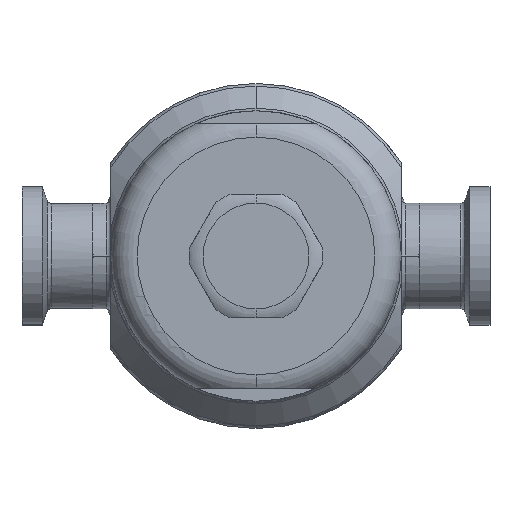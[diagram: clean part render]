
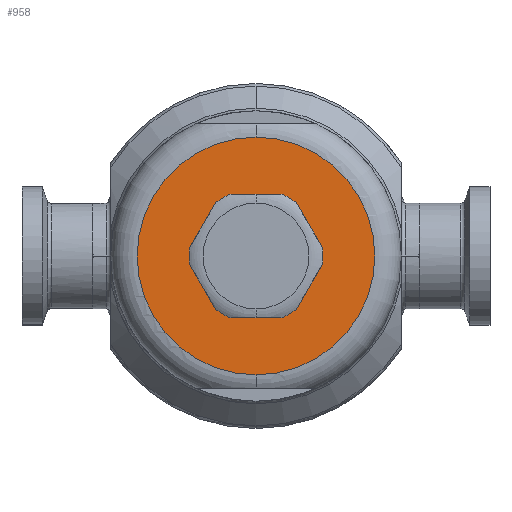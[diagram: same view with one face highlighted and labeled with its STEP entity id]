
A CAD part, front view. The second image highlights one B-rep face of the part: STEP entity #958.
In plain terms, the highlighted planar face has unit normal (0, -1, 0).
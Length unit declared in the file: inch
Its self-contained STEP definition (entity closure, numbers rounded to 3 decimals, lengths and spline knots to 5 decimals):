
#149 = CARTESIAN_POINT ( 'NONE',  ( -0.28639, -2.25158, 0.37895 ) ) ;
#182 = AXIS2_PLACEMENT_3D ( 'NONE', #4555, #250, #3809 ) ;
#232 = EDGE_CURVE ( 'NONE', #4237, #5014, #3525, .T. ) ;
#239 = VECTOR ( 'NONE', #2971, 39.37008 ) ;
#250 = DIRECTION ( 'NONE',  ( 0., -1., 0. ) ) ;
#334 = EDGE_CURVE ( 'NONE', #1565, #745, #3212, .T. ) ;
#415 = ORIENTED_EDGE ( 'NONE', *, *, #3771, .F. ) ;
#422 = CARTESIAN_POINT ( 'NONE',  ( 0., -2.25158, 0. ) ) ;
#520 = EDGE_CURVE ( 'NONE', #4235, #678, #2611, .T. ) ;
#571 = DIRECTION ( 'NONE',  ( 0., 0., -1. ) ) ;
#573 = AXIS2_PLACEMENT_3D ( 'NONE', #4933, #1388, #1334 ) ;
#576 = ORIENTED_EDGE ( 'NONE', *, *, #2952, .F. ) ;
#634 = DIRECTION ( 'NONE',  ( 0.5, 0., -0.866 ) ) ;
#650 = CARTESIAN_POINT ( 'NONE',  ( -0.25259, -2.25158, -0.4375 ) ) ;
#667 = VERTEX_POINT ( 'NONE', #1175 ) ;
#678 = VERTEX_POINT ( 'NONE', #4380 ) ;
#745 = VERTEX_POINT ( 'NONE', #3712 ) ;
#773 = FACE_OUTER_BOUND ( 'NONE', #3801, .T. ) ;
#805 = AXIS2_PLACEMENT_3D ( 'NONE', #3346, #1391, #571 ) ;
#808 = ORIENTED_EDGE ( 'NONE', *, *, #334, .F. ) ;
#901 = EDGE_LOOP ( 'NONE', ( #415, #2003, #3298, #576, #3662, #3912, #1462, #3162, #4096, #808, #1044, #4282 ) ) ;
#958 = ADVANCED_FACE ( 'NONE', ( #773, #4691 ), #1810, .T. ) ;
#1044 = ORIENTED_EDGE ( 'NONE', *, *, #1104, .F. ) ;
#1084 = DIRECTION ( 'NONE',  ( 0., -1., 0. ) ) ;
#1104 = EDGE_CURVE ( 'NONE', #678, #1565, #1672, .T. ) ;
#1115 = VECTOR ( 'NONE', #2559, 39.37008 ) ;
#1126 = DIRECTION ( 'NONE',  ( 0., -1., 0. ) ) ;
#1175 = CARTESIAN_POINT ( 'NONE',  ( 0.28639, -2.25158, 0.37895 ) ) ;
#1265 = CARTESIAN_POINT ( 'NONE',  ( 0.47138, -2.25158, 0.05855 ) ) ;
#1268 = DIRECTION ( 'NONE',  ( -0.5, 0., 0.866 ) ) ;
#1334 = DIRECTION ( 'NONE',  ( 0., 0., -1. ) ) ;
#1350 = CARTESIAN_POINT ( 'NONE',  ( 0., -2.25158, 0.84375 ) ) ;
#1388 = DIRECTION ( 'NONE',  ( 0., -1., 0. ) ) ;
#1391 = DIRECTION ( 'NONE',  ( 0., -1., 0. ) ) ;
#1396 = CARTESIAN_POINT ( 'NONE',  ( -0.50518, -2.25158, 0. ) ) ;
#1462 = ORIENTED_EDGE ( 'NONE', *, *, #2194, .F. ) ;
#1565 = VERTEX_POINT ( 'NONE', #4692 ) ;
#1653 = CARTESIAN_POINT ( 'NONE',  ( 0., -2.25158, 0. ) ) ;
#1672 = CIRCLE ( 'NONE', #4728, 0.475 ) ;
#1714 = VECTOR ( 'NONE', #634, 39.37008 ) ;
#1765 = ORIENTED_EDGE ( 'NONE', *, *, #2533, .T. ) ;
#1783 = LINE ( 'NONE', #1396, #1115 ) ;
#1806 = VERTEX_POINT ( 'NONE', #1265 ) ;
#1810 = PLANE ( 'NONE',  #182 ) ;
#1852 = EDGE_CURVE ( 'NONE', #2083, #4237, #3890, .T. ) ;
#1882 = EDGE_CURVE ( 'NONE', #3250, #4897, #2470, .T. ) ;
#1886 = ORIENTED_EDGE ( 'NONE', *, *, #4117, .T. ) ;
#1900 = LINE ( 'NONE', #650, #1714 ) ;
#1948 = CARTESIAN_POINT ( 'NONE',  ( 0., -2.25158, -0.84375 ) ) ;
#2003 = ORIENTED_EDGE ( 'NONE', *, *, #3659, .F. ) ;
#2083 = VERTEX_POINT ( 'NONE', #3003 ) ;
#2087 = CARTESIAN_POINT ( 'NONE',  ( -0.47138, -2.25158, 0.05855 ) ) ;
#2130 = VERTEX_POINT ( 'NONE', #1948 ) ;
#2194 = EDGE_CURVE ( 'NONE', #667, #2083, #2278, .T. ) ;
#2278 = CIRCLE ( 'NONE', #3019, 0.475 ) ;
#2288 = CARTESIAN_POINT ( 'NONE',  ( 0., -2.25158, 0. ) ) ;
#2294 = VERTEX_POINT ( 'NONE', #1350 ) ;
#2311 = CARTESIAN_POINT ( 'NONE',  ( 0., -2.25158, 0. ) ) ;
#2456 = AXIS2_PLACEMENT_3D ( 'NONE', #2288, #1084, #4204 ) ;
#2470 = CIRCLE ( 'NONE', #573, 0.475 ) ;
#2474 = CARTESIAN_POINT ( 'NONE',  ( 0.50518, -2.25158, 0. ) ) ;
#2510 = VECTOR ( 'NONE', #1268, 39.37008 ) ;
#2533 = EDGE_CURVE ( 'NONE', #2130, #2294, #3257, .T. ) ;
#2559 = DIRECTION ( 'NONE',  ( -0.5, 0., -0.866 ) ) ;
#2596 = CARTESIAN_POINT ( 'NONE',  ( -0.18498, -2.25158, -0.4375 ) ) ;
#2611 = LINE ( 'NONE', #3773, #4817 ) ;
#2700 = CIRCLE ( 'NONE', #805, 0.84375 ) ;
#2760 = CARTESIAN_POINT ( 'NONE',  ( -0.47138, -2.25158, -0.05855 ) ) ;
#2768 = DIRECTION ( 'NONE',  ( 0., 0., -1. ) ) ;
#2791 = CARTESIAN_POINT ( 'NONE',  ( 0.25259, -2.25158, 0.4375 ) ) ;
#2952 = EDGE_CURVE ( 'NONE', #5014, #3250, #1783, .T. ) ;
#2971 = DIRECTION ( 'NONE',  ( -1., 0., 0. ) ) ;
#3003 = CARTESIAN_POINT ( 'NONE',  ( 0.18498, -2.25158, 0.4375 ) ) ;
#3019 = AXIS2_PLACEMENT_3D ( 'NONE', #422, #3214, #2768 ) ;
#3029 = DIRECTION ( 'NONE',  ( 0., -1., 0. ) ) ;
#3082 = VERTEX_POINT ( 'NONE', #3445 ) ;
#3089 = CARTESIAN_POINT ( 'NONE',  ( 0., -2.25158, 0. ) ) ;
#3109 = DIRECTION ( 'NONE',  ( 0., 0., -1. ) ) ;
#3162 = ORIENTED_EDGE ( 'NONE', *, *, #3969, .F. ) ;
#3212 = LINE ( 'NONE', #2474, #3458 ) ;
#3214 = DIRECTION ( 'NONE',  ( 0., -1., 0. ) ) ;
#3240 = CIRCLE ( 'NONE', #4320, 0.475 ) ;
#3250 = VERTEX_POINT ( 'NONE', #2087 ) ;
#3257 = CIRCLE ( 'NONE', #2456, 0.84375 ) ;
#3298 = ORIENTED_EDGE ( 'NONE', *, *, #1882, .F. ) ;
#3328 = CARTESIAN_POINT ( 'NONE',  ( -0.25259, -2.25158, 0.4375 ) ) ;
#3346 = CARTESIAN_POINT ( 'NONE',  ( 0., -2.25158, 0. ) ) ;
#3435 = AXIS2_PLACEMENT_3D ( 'NONE', #1653, #4406, #4788 ) ;
#3445 = CARTESIAN_POINT ( 'NONE',  ( -0.28639, -2.25158, -0.37895 ) ) ;
#3458 = VECTOR ( 'NONE', #3985, 39.37008 ) ;
#3467 = CARTESIAN_POINT ( 'NONE',  ( 0., -2.25158, 0. ) ) ;
#3485 = DIRECTION ( 'NONE',  ( 0., 0., -1. ) ) ;
#3525 = CIRCLE ( 'NONE', #3435, 0.475 ) ;
#3659 = EDGE_CURVE ( 'NONE', #4897, #3082, #1900, .T. ) ;
#3662 = ORIENTED_EDGE ( 'NONE', *, *, #232, .F. ) ;
#3712 = CARTESIAN_POINT ( 'NONE',  ( 0.47138, -2.25158, -0.05855 ) ) ;
#3771 = EDGE_CURVE ( 'NONE', #3082, #4235, #4556, .T. ) ;
#3773 = CARTESIAN_POINT ( 'NONE',  ( 0.25259, -2.25158, -0.4375 ) ) ;
#3801 = EDGE_LOOP ( 'NONE', ( #1765, #1886 ) ) ;
#3809 = DIRECTION ( 'NONE',  ( 0., 0., -1. ) ) ;
#3890 = LINE ( 'NONE', #3328, #239 ) ;
#3912 = ORIENTED_EDGE ( 'NONE', *, *, #1852, .F. ) ;
#3969 = EDGE_CURVE ( 'NONE', #1806, #667, #4726, .T. ) ;
#3985 = DIRECTION ( 'NONE',  ( 0.5, 0., 0.866 ) ) ;
#4096 = ORIENTED_EDGE ( 'NONE', *, *, #4300, .F. ) ;
#4117 = EDGE_CURVE ( 'NONE', #2294, #2130, #2700, .T. ) ;
#4167 = DIRECTION ( 'NONE',  ( 1., 0., 0. ) ) ;
#4204 = DIRECTION ( 'NONE',  ( 0., 0., -1. ) ) ;
#4219 = DIRECTION ( 'NONE',  ( 0., 0., -1. ) ) ;
#4235 = VERTEX_POINT ( 'NONE', #2596 ) ;
#4237 = VERTEX_POINT ( 'NONE', #4968 ) ;
#4266 = DIRECTION ( 'NONE',  ( 0., -1., 0. ) ) ;
#4282 = ORIENTED_EDGE ( 'NONE', *, *, #520, .F. ) ;
#4300 = EDGE_CURVE ( 'NONE', #745, #1806, #3240, .T. ) ;
#4320 = AXIS2_PLACEMENT_3D ( 'NONE', #2311, #4266, #3109 ) ;
#4380 = CARTESIAN_POINT ( 'NONE',  ( 0.18498, -2.25158, -0.4375 ) ) ;
#4406 = DIRECTION ( 'NONE',  ( 0., -1., 0. ) ) ;
#4555 = CARTESIAN_POINT ( 'NONE',  ( 0.35, -2.25158, 0. ) ) ;
#4556 = CIRCLE ( 'NONE', #4705, 0.475 ) ;
#4691 = FACE_BOUND ( 'NONE', #901, .T. ) ;
#4692 = CARTESIAN_POINT ( 'NONE',  ( 0.28639, -2.25158, -0.37895 ) ) ;
#4705 = AXIS2_PLACEMENT_3D ( 'NONE', #3467, #1126, #3485 ) ;
#4726 = LINE ( 'NONE', #2791, #2510 ) ;
#4728 = AXIS2_PLACEMENT_3D ( 'NONE', #3089, #3029, #4219 ) ;
#4788 = DIRECTION ( 'NONE',  ( 0., 0., -1. ) ) ;
#4817 = VECTOR ( 'NONE', #4167, 39.37008 ) ;
#4897 = VERTEX_POINT ( 'NONE', #2760 ) ;
#4933 = CARTESIAN_POINT ( 'NONE',  ( 0., -2.25158, 0. ) ) ;
#4968 = CARTESIAN_POINT ( 'NONE',  ( -0.18498, -2.25158, 0.4375 ) ) ;
#5014 = VERTEX_POINT ( 'NONE', #149 ) ;
